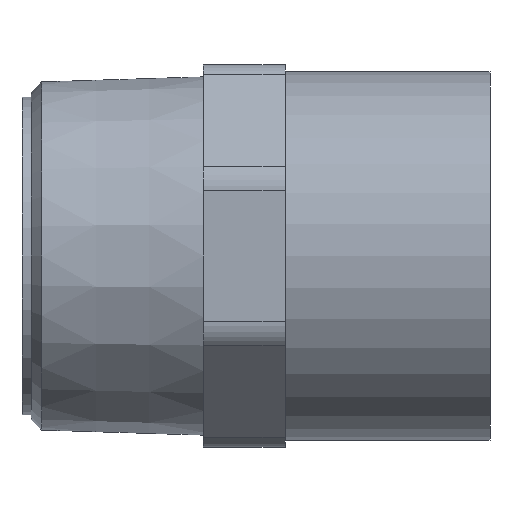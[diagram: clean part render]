
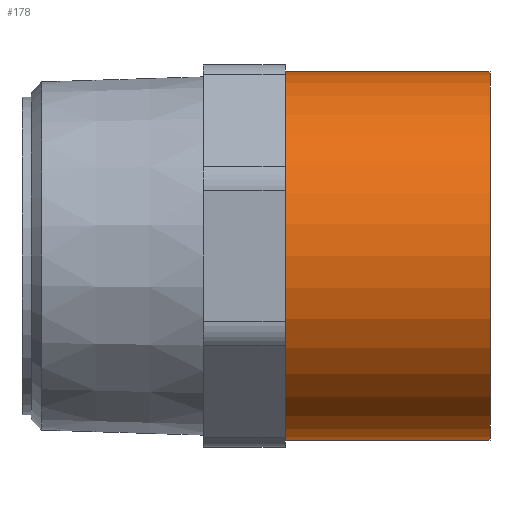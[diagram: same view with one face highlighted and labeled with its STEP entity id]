
A CAD part, front view. The second image highlights one B-rep face of the part: STEP entity #178.
In plain terms, the highlighted cylindrical face has radius 31.5 mm (diameter 63 mm), a full revolution.
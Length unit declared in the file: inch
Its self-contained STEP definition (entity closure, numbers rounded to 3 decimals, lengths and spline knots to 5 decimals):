
#178 = ADVANCED_FACE ( 'NONE', ( #826, #326 ), #782, .T. ) ;
#227 = AXIS2_PLACEMENT_3D ( 'NONE', #406, #786, #500 ) ;
#267 = EDGE_LOOP ( 'NONE', ( #448 ) ) ;
#276 = VERTEX_POINT ( 'NONE', #441 ) ;
#304 = DIRECTION ( 'NONE',  ( 1., 0., 0. ) ) ;
#319 = CARTESIAN_POINT ( 'NONE',  ( 0., 0., -1.24016 ) ) ;
#326 = FACE_OUTER_BOUND ( 'NONE', #382, .T. ) ;
#382 = EDGE_LOOP ( 'NONE', ( #660 ) ) ;
#390 = VERTEX_POINT ( 'NONE', #319 ) ;
#406 = CARTESIAN_POINT ( 'NONE',  ( -1.37795, 0., 0. ) ) ;
#441 = CARTESIAN_POINT ( 'NONE',  ( -1.37795, 0., -1.24016 ) ) ;
#448 = ORIENTED_EDGE ( 'NONE', *, *, #680, .T. ) ;
#455 = AXIS2_PLACEMENT_3D ( 'NONE', #736, #304, #669 ) ;
#467 = DIRECTION ( 'NONE',  ( 1., 0., 0. ) ) ;
#500 = DIRECTION ( 'NONE',  ( 0., 0., -1. ) ) ;
#545 = EDGE_CURVE ( 'NONE', #390, #390, #587, .T. ) ;
#587 = CIRCLE ( 'NONE', #455, 1.24016 ) ;
#660 = ORIENTED_EDGE ( 'NONE', *, *, #545, .F. ) ;
#669 = DIRECTION ( 'NONE',  ( 0., 0., -1. ) ) ;
#675 = CIRCLE ( 'NONE', #227, 1.24016 ) ;
#680 = EDGE_CURVE ( 'NONE', #276, #276, #675, .T. ) ;
#711 = DIRECTION ( 'NONE',  ( 0., 0., -1. ) ) ;
#736 = CARTESIAN_POINT ( 'NONE',  ( 0., 0., 0. ) ) ;
#778 = CARTESIAN_POINT ( 'NONE',  ( -0.68898, 0., 0. ) ) ;
#782 = CYLINDRICAL_SURFACE ( 'NONE', #784, 1.24016 ) ;
#784 = AXIS2_PLACEMENT_3D ( 'NONE', #778, #467, #711 ) ;
#786 = DIRECTION ( 'NONE',  ( 1., 0., 0. ) ) ;
#826 = FACE_OUTER_BOUND ( 'NONE', #267, .T. ) ;
